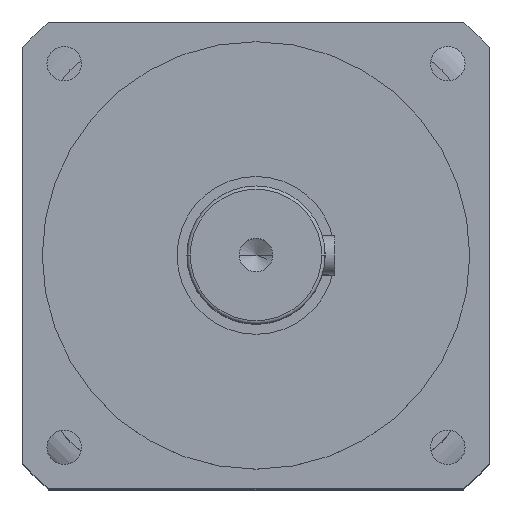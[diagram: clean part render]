
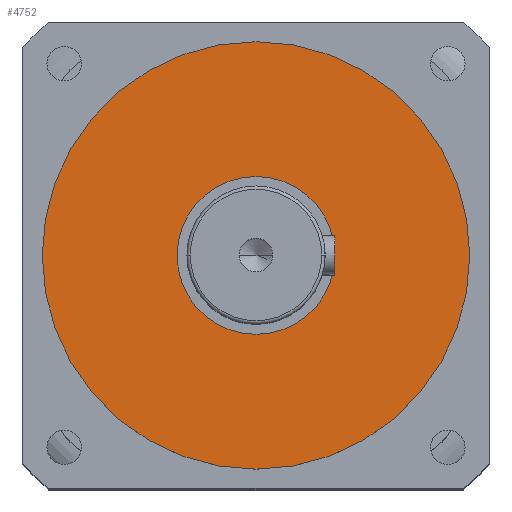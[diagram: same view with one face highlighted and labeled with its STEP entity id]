
A CAD part, top view. The second image highlights one B-rep face of the part: STEP entity #4752.
In plain terms, the highlighted planar face has unit normal (0, 0, 1).
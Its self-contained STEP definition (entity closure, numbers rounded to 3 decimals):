
#110 = DIRECTION ( 'NONE',  ( 0., 0., -1. ) ) ;
#472 = EDGE_CURVE ( 'NONE', #2745, #2336, #8265, .T. ) ;
#685 = DIRECTION ( 'NONE',  ( 0., 0., 1. ) ) ;
#688 = EDGE_CURVE ( 'NONE', #2336, #2745, #2179, .T. ) ;
#748 = DIRECTION ( 'NONE',  ( 0., 0., 1. ) ) ;
#1061 = VERTEX_POINT ( 'NONE', #5981 ) ;
#1845 = CARTESIAN_POINT ( 'NONE',  ( 0., 0., -70. ) ) ;
#1861 = DIRECTION ( 'NONE',  ( 0., 0., 1. ) ) ;
#2179 = CIRCLE ( 'NONE', #9493, 24. ) ;
#2336 = VERTEX_POINT ( 'NONE', #5038 ) ;
#2617 = CIRCLE ( 'NONE', #7823, 65. ) ;
#2691 = AXIS2_PLACEMENT_3D ( 'NONE', #8268, #5187, #8815 ) ;
#2745 = VERTEX_POINT ( 'NONE', #2892 ) ;
#2892 = CARTESIAN_POINT ( 'NONE',  ( -24., 0., -70. ) ) ;
#3220 = DIRECTION ( 'NONE',  ( 1., 0., 0. ) ) ;
#3647 = ORIENTED_EDGE ( 'NONE', *, *, #688, .F. ) ;
#4191 = FACE_OUTER_BOUND ( 'NONE', #6344, .T. ) ;
#4453 = VERTEX_POINT ( 'NONE', #5019 ) ;
#4457 = EDGE_CURVE ( 'NONE', #1061, #4453, #8213, .T. ) ;
#4752 = ADVANCED_FACE ( 'NONE', ( #7524, #4191 ), #8948, .F. ) ;
#4834 = ORIENTED_EDGE ( 'NONE', *, *, #4457, .T. ) ;
#4867 = DIRECTION ( 'NONE',  ( 1., 0., 0. ) ) ;
#4885 = CARTESIAN_POINT ( 'NONE',  ( 0., 0., -70. ) ) ;
#5019 = CARTESIAN_POINT ( 'NONE',  ( 65., 0., -70. ) ) ;
#5038 = CARTESIAN_POINT ( 'NONE',  ( 24., 0., -70. ) ) ;
#5074 = CARTESIAN_POINT ( 'NONE',  ( 0., 65., -70. ) ) ;
#5110 = CARTESIAN_POINT ( 'NONE',  ( 0., 0., -70. ) ) ;
#5187 = DIRECTION ( 'NONE',  ( 0., 0., 1. ) ) ;
#5843 = DIRECTION ( 'NONE',  ( 1., 0., 0. ) ) ;
#5981 = CARTESIAN_POINT ( 'NONE',  ( -65., 0., -70. ) ) ;
#6344 = EDGE_LOOP ( 'NONE', ( #8205, #4834 ) ) ;
#6420 = EDGE_CURVE ( 'NONE', #4453, #1061, #2617, .T. ) ;
#6997 = EDGE_LOOP ( 'NONE', ( #3647, #8919 ) ) ;
#7430 = DIRECTION ( 'NONE',  ( -1., 0., 0. ) ) ;
#7524 = FACE_BOUND ( 'NONE', #6997, .T. ) ;
#7721 = AXIS2_PLACEMENT_3D ( 'NONE', #1845, #1861, #3220 ) ;
#7723 = AXIS2_PLACEMENT_3D ( 'NONE', #5074, #110, #7430 ) ;
#7823 = AXIS2_PLACEMENT_3D ( 'NONE', #5110, #685, #5843 ) ;
#8205 = ORIENTED_EDGE ( 'NONE', *, *, #6420, .T. ) ;
#8213 = CIRCLE ( 'NONE', #2691, 65. ) ;
#8265 = CIRCLE ( 'NONE', #7721, 24. ) ;
#8268 = CARTESIAN_POINT ( 'NONE',  ( 0., 0., -70. ) ) ;
#8815 = DIRECTION ( 'NONE',  ( 1., 0., 0. ) ) ;
#8919 = ORIENTED_EDGE ( 'NONE', *, *, #472, .F. ) ;
#8948 = PLANE ( 'NONE',  #7723 ) ;
#9493 = AXIS2_PLACEMENT_3D ( 'NONE', #4885, #748, #4867 ) ;
